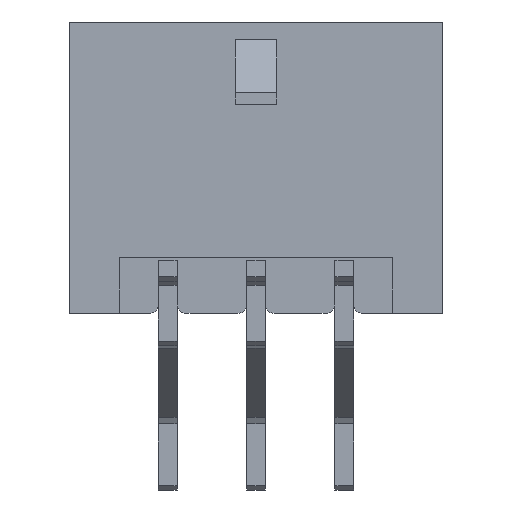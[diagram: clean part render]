
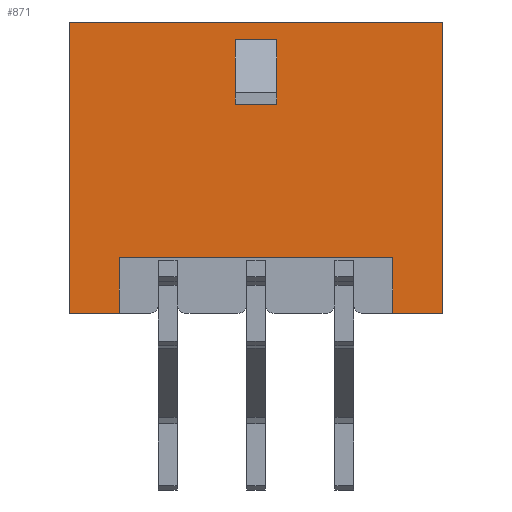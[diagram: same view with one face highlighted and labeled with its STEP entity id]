
A CAD part, front view. The second image highlights one B-rep face of the part: STEP entity #871.
In plain terms, the highlighted planar face has unit normal (0, -1, 0).
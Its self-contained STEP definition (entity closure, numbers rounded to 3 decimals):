
#871 = ADVANCED_FACE( '', ( #1708, #1709 ), #1710, .T. );
#1708 = FACE_BOUND( '', #2537, .T. );
#1709 = FACE_OUTER_BOUND( '', #2538, .T. );
#1710 = PLANE( '', #2539 );
#2537 = EDGE_LOOP( '', ( #4914, #4915, #4916, #4917 ) );
#2538 = EDGE_LOOP( '', ( #4918, #4919, #4920, #4921, #4922, #4923, #4924, #4925 ) );
#2539 = AXIS2_PLACEMENT_3D( '', #4926, #4927, #4928 );
#4914 = ORIENTED_EDGE( '', *, *, #6289, .F. );
#4915 = ORIENTED_EDGE( '', *, *, #5791, .F. );
#4916 = ORIENTED_EDGE( '', *, *, #6223, .T. );
#4917 = ORIENTED_EDGE( '', *, *, #6171, .T. );
#4918 = ORIENTED_EDGE( '', *, *, #6081, .T. );
#4919 = ORIENTED_EDGE( '', *, *, #5951, .T. );
#4920 = ORIENTED_EDGE( '', *, *, #6007, .F. );
#4921 = ORIENTED_EDGE( '', *, *, #5305, .T. );
#4922 = ORIENTED_EDGE( '', *, *, #5673, .T. );
#4923 = ORIENTED_EDGE( '', *, *, #6041, .F. );
#4924 = ORIENTED_EDGE( '', *, *, #6290, .F. );
#4925 = ORIENTED_EDGE( '', *, *, #6246, .T. );
#4926 = CARTESIAN_POINT( '', ( 6.35, -3.43, -4.95 ) );
#4927 = DIRECTION( '', ( 0., -1., 0. ) );
#4928 = DIRECTION( '', ( 0., 0., -1. ) );
#5305 = EDGE_CURVE( '', #6370, #6368, #6371, .T. );
#5673 = EDGE_CURVE( '', #6368, #7010, #7012, .T. );
#5791 = EDGE_CURVE( '', #7203, #7204, #7205, .T. );
#5951 = EDGE_CURVE( '', #7432, #7433, #7434, .T. );
#6007 = EDGE_CURVE( '', #6370, #7433, #7510, .T. );
#6041 = EDGE_CURVE( '', #7554, #7010, #7556, .T. );
#6081 = EDGE_CURVE( '', #7610, #7432, #7611, .T. );
#6171 = EDGE_CURVE( '', #7726, #7727, #7728, .T. );
#6223 = EDGE_CURVE( '', #7203, #7726, #7787, .T. );
#6246 = EDGE_CURVE( '', #7814, #7610, #7815, .T. );
#6289 = EDGE_CURVE( '', #7204, #7727, #7862, .T. );
#6290 = EDGE_CURVE( '', #7814, #7554, #7863, .T. );
#6368 = VERTEX_POINT( '', #7953 );
#6370 = VERTEX_POINT( '', #7956 );
#6371 = LINE( '', #7957, #7958 );
#7010 = VERTEX_POINT( '', #8891 );
#7012 = LINE( '', #8894, #8895 );
#7203 = VERTEX_POINT( '', #9180 );
#7204 = VERTEX_POINT( '', #9181 );
#7205 = LINE( '', #9182, #9183 );
#7432 = VERTEX_POINT( '', #9530 );
#7433 = VERTEX_POINT( '', #9531 );
#7434 = LINE( '', #9532, #9533 );
#7510 = LINE( '', #9651, #9652 );
#7554 = VERTEX_POINT( '', #9718 );
#7556 = LINE( '', #9721, #9722 );
#7610 = VERTEX_POINT( '', #9808 );
#7611 = LINE( '', #9809, #9810 );
#7726 = VERTEX_POINT( '', #9986 );
#7727 = VERTEX_POINT( '', #9987 );
#7728 = LINE( '', #9988, #9989 );
#7787 = LINE( '', #10077, #10078 );
#7814 = VERTEX_POINT( '', #10113 );
#7815 = LINE( '', #10114, #10115 );
#7862 = LINE( '', #10179, #10180 );
#7863 = LINE( '', #10181, #10182 );
#7953 = CARTESIAN_POINT( '', ( 6.35, -3.43, 4.95 ) );
#7956 = CARTESIAN_POINT( '', ( 6.35, -3.43, -4.95 ) );
#7957 = CARTESIAN_POINT( '', ( 6.35, -3.43, -4.95 ) );
#7958 = VECTOR( '', #10267, 1000. );
#8891 = CARTESIAN_POINT( '', ( -6.35, -3.43, 4.95 ) );
#8894 = CARTESIAN_POINT( '', ( 6.35, -3.43, 4.95 ) );
#8895 = VECTOR( '', #10602, 1000. );
#9180 = CARTESIAN_POINT( '', ( 0.7, -3.43, 2.15 ) );
#9181 = CARTESIAN_POINT( '', ( 0.7, -3.43, 4.35 ) );
#9182 = CARTESIAN_POINT( '', ( 0.7, -3.43, 2.15 ) );
#9183 = VECTOR( '', #10709, 1000. );
#9530 = CARTESIAN_POINT( '', ( 4.65, -3.43, -3.05 ) );
#9531 = CARTESIAN_POINT( '', ( 4.65, -3.43, -4.95 ) );
#9532 = CARTESIAN_POINT( '', ( 4.65, -3.43, -3.05 ) );
#9533 = VECTOR( '', #10830, 1000. );
#9651 = CARTESIAN_POINT( '', ( 6.35, -3.43, -4.95 ) );
#9652 = VECTOR( '', #10876, 1000. );
#9718 = CARTESIAN_POINT( '', ( -6.35, -3.43, -4.95 ) );
#9721 = CARTESIAN_POINT( '', ( -6.35, -3.43, -4.95 ) );
#9722 = VECTOR( '', #10906, 1000. );
#9808 = CARTESIAN_POINT( '', ( -4.65, -3.43, -3.05 ) );
#9809 = CARTESIAN_POINT( '', ( -4.65, -3.43, -3.05 ) );
#9810 = VECTOR( '', #10942, 1000. );
#9986 = CARTESIAN_POINT( '', ( -0.7, -3.43, 2.15 ) );
#9987 = CARTESIAN_POINT( '', ( -0.7, -3.43, 4.35 ) );
#9988 = CARTESIAN_POINT( '', ( -0.7, -3.43, 2.15 ) );
#9989 = VECTOR( '', #11013, 1000. );
#10077 = CARTESIAN_POINT( '', ( 0.7, -3.43, 2.15 ) );
#10078 = VECTOR( '', #11046, 1000. );
#10113 = CARTESIAN_POINT( '', ( -4.65, -3.43, -4.95 ) );
#10114 = CARTESIAN_POINT( '', ( -4.65, -3.43, -4.95 ) );
#10115 = VECTOR( '', #11058, 1000. );
#10179 = CARTESIAN_POINT( '', ( 0.7, -3.43, 4.35 ) );
#10180 = VECTOR( '', #11076, 1000. );
#10181 = CARTESIAN_POINT( '', ( 6.35, -3.43, -4.95 ) );
#10182 = VECTOR( '', #11077, 1000. );
#10267 = DIRECTION( '', ( 0., 0., 1. ) );
#10602 = DIRECTION( '', ( -1., 0., 0. ) );
#10709 = DIRECTION( '', ( 0., 0., 1. ) );
#10830 = DIRECTION( '', ( 0., 0., -1. ) );
#10876 = DIRECTION( '', ( -1., 0., 0. ) );
#10906 = DIRECTION( '', ( 0., 0., 1. ) );
#10942 = DIRECTION( '', ( 1., 0., 0. ) );
#11013 = DIRECTION( '', ( 0., 0., 1. ) );
#11046 = DIRECTION( '', ( -1., 0., 0. ) );
#11058 = DIRECTION( '', ( 0., 0., 1. ) );
#11076 = DIRECTION( '', ( -1., 0., 0. ) );
#11077 = DIRECTION( '', ( -1., 0., 0. ) );
